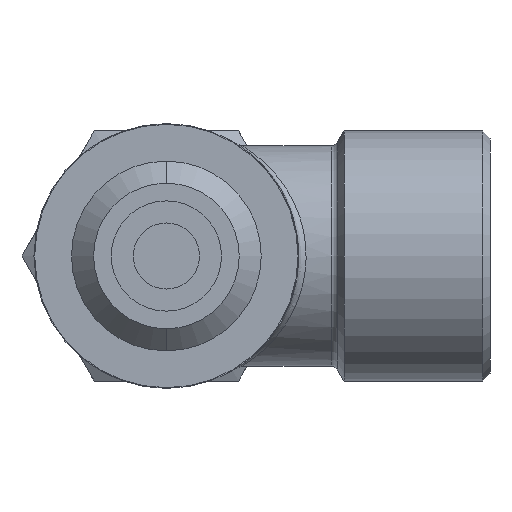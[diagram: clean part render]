
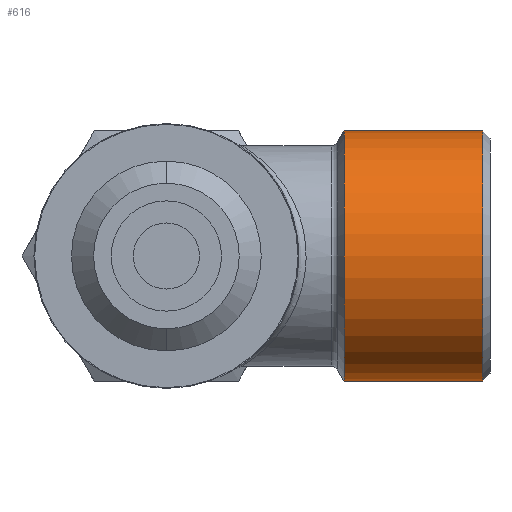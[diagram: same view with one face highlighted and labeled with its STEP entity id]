
A CAD part, front view. The second image highlights one B-rep face of the part: STEP entity #616.
In plain terms, the highlighted cylindrical face has radius 8.5 mm (diameter 17 mm), a partial arc.
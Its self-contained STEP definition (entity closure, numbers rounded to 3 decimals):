
#2 = VERTEX_POINT ( 'NONE', #739 ) ;
#3 = VERTEX_POINT ( 'NONE', #818 ) ;
#17 = EDGE_CURVE ( 'NONE', #2, #266, #3142, .T. ) ;
#262 = EDGE_CURVE ( 'NONE', #3, #263, #1806, .T. ) ;
#263 = VERTEX_POINT ( 'NONE', #1801 ) ;
#266 = VERTEX_POINT ( 'NONE', #1929 ) ;
#502 = EDGE_CURVE ( 'NONE', #266, #263, #2558, .T. ) ;
#515 = ORIENTED_EDGE ( 'NONE', *, *, #502, .T. ) ;
#595 = EDGE_LOOP ( 'NONE', ( #618, #619, #637, #515 ) ) ;
#616 = ADVANCED_FACE ( 'NONE', ( #3444 ), #3432, .T. ) ;
#618 = ORIENTED_EDGE ( 'NONE', *, *, #262, .F. ) ;
#619 = ORIENTED_EDGE ( 'NONE', *, *, #635, .T. ) ;
#635 = EDGE_CURVE ( 'NONE', #3, #2, #3484, .T. ) ;
#637 = ORIENTED_EDGE ( 'NONE', *, *, #17, .T. ) ;
#739 = CARTESIAN_POINT ( 'NONE',  ( 21.5, 17.2, 8.5 ) ) ;
#818 = CARTESIAN_POINT ( 'NONE',  ( 21.5, 17.2, -8.5 ) ) ;
#1801 = CARTESIAN_POINT ( 'NONE',  ( 12.077, 17.2, -8.5 ) ) ;
#1803 = DIRECTION ( 'NONE',  ( -1., 0., 0. ) ) ;
#1805 = VECTOR ( 'NONE', #1803, 1000. ) ;
#1806 = LINE ( 'NONE', #1821, #1805 ) ;
#1821 = CARTESIAN_POINT ( 'NONE',  ( -1.384, 17.2, -8.5 ) ) ;
#1929 = CARTESIAN_POINT ( 'NONE',  ( 12.077, 17.2, 8.5 ) ) ;
#2526 = DIRECTION ( 'NONE',  ( 0., 0., -1. ) ) ;
#2527 = DIRECTION ( 'NONE',  ( 1., 0., 0. ) ) ;
#2528 = AXIS2_PLACEMENT_3D ( 'NONE', #2557, #2527, #2526 ) ;
#2557 = CARTESIAN_POINT ( 'NONE',  ( 12.077, 17.2, 0. ) ) ;
#2558 = CIRCLE ( 'NONE', #2528, 8.5 ) ;
#3139 = DIRECTION ( 'NONE',  ( -1., 0., 0. ) ) ;
#3140 = VECTOR ( 'NONE', #3139, 1000. ) ;
#3141 = CARTESIAN_POINT ( 'NONE',  ( -1.384, 17.2, 8.5 ) ) ;
#3142 = LINE ( 'NONE', #3141, #3140 ) ;
#3432 = CYLINDRICAL_SURFACE ( 'NONE', #3433, 8.5 ) ;
#3433 = AXIS2_PLACEMENT_3D ( 'NONE', #3546, #3545, #3544 ) ;
#3444 = FACE_OUTER_BOUND ( 'NONE', #595, .T. ) ;
#3481 = DIRECTION ( 'NONE',  ( 0., 0., 1. ) ) ;
#3482 = DIRECTION ( 'NONE',  ( -1., 0., 0. ) ) ;
#3483 = AXIS2_PLACEMENT_3D ( 'NONE', #3531, #3482, #3481 ) ;
#3484 = CIRCLE ( 'NONE', #3483, 8.5 ) ;
#3531 = CARTESIAN_POINT ( 'NONE',  ( 21.5, 17.2, 0. ) ) ;
#3544 = DIRECTION ( 'NONE',  ( 0., 0., 1. ) ) ;
#3545 = DIRECTION ( 'NONE',  ( -1., 0., 0. ) ) ;
#3546 = CARTESIAN_POINT ( 'NONE',  ( -1.384, 17.2, 0. ) ) ;
